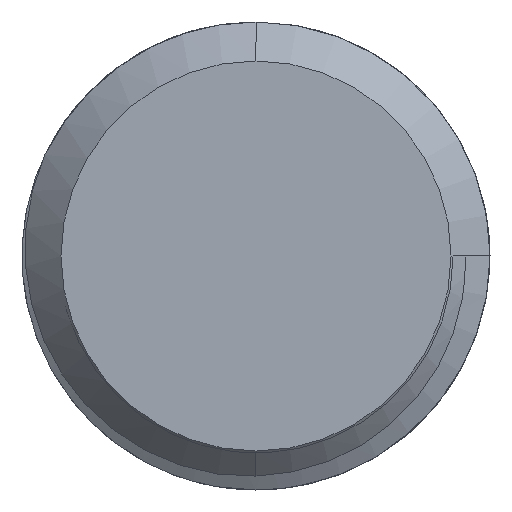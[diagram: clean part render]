
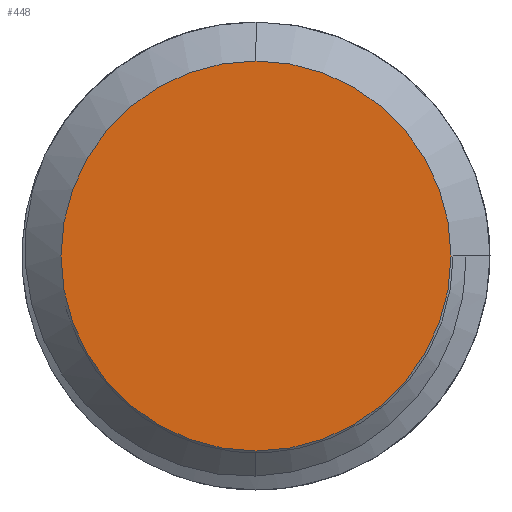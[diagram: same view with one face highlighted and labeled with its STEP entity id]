
A CAD part, front view. The second image highlights one B-rep face of the part: STEP entity #448.
In plain terms, the highlighted planar face has unit normal (0, -1, 0).
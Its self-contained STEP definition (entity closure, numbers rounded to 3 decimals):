
#28 = AXIS2_PLACEMENT_3D ( 'NONE', #315, #1478, #1795 ) ;
#97 = ORIENTED_EDGE ( 'NONE', *, *, #390, .T. ) ;
#151 = VERTEX_POINT ( 'NONE', #663 ) ;
#315 = CARTESIAN_POINT ( 'NONE',  ( 0., 0., 0. ) ) ;
#390 = EDGE_CURVE ( 'NONE', #151, #2098, #922, .T. ) ;
#402 = AXIS2_PLACEMENT_3D ( 'NONE', #1603, #1613, #1790 ) ;
#448 = ADVANCED_FACE ( 'NONE', ( #1433 ), #452, .F. ) ;
#452 = PLANE ( 'NONE',  #402 ) ;
#596 = DIRECTION ( 'NONE',  ( 0., 0., 1. ) ) ;
#637 = CIRCLE ( 'NONE', #28, 5. ) ;
#663 = CARTESIAN_POINT ( 'NONE',  ( 0., 0., -5. ) ) ;
#922 = CIRCLE ( 'NONE', #987, 5. ) ;
#978 = EDGE_LOOP ( 'NONE', ( #1591, #97 ) ) ;
#983 = CARTESIAN_POINT ( 'NONE',  ( 0., 0., 5. ) ) ;
#987 = AXIS2_PLACEMENT_3D ( 'NONE', #1461, #1621, #596 ) ;
#1095 = EDGE_CURVE ( 'NONE', #2098, #151, #637, .T. ) ;
#1433 = FACE_OUTER_BOUND ( 'NONE', #978, .T. ) ;
#1461 = CARTESIAN_POINT ( 'NONE',  ( 0., 0., 0. ) ) ;
#1478 = DIRECTION ( 'NONE',  ( 0., -1., 0. ) ) ;
#1591 = ORIENTED_EDGE ( 'NONE', *, *, #1095, .T. ) ;
#1603 = CARTESIAN_POINT ( 'NONE',  ( 0., 0., 0. ) ) ;
#1613 = DIRECTION ( 'NONE',  ( 0., 1., 0. ) ) ;
#1621 = DIRECTION ( 'NONE',  ( 0., -1., 0. ) ) ;
#1790 = DIRECTION ( 'NONE',  ( 0., 0., 1. ) ) ;
#1795 = DIRECTION ( 'NONE',  ( 0., 0., 1. ) ) ;
#2098 = VERTEX_POINT ( 'NONE', #983 ) ;
